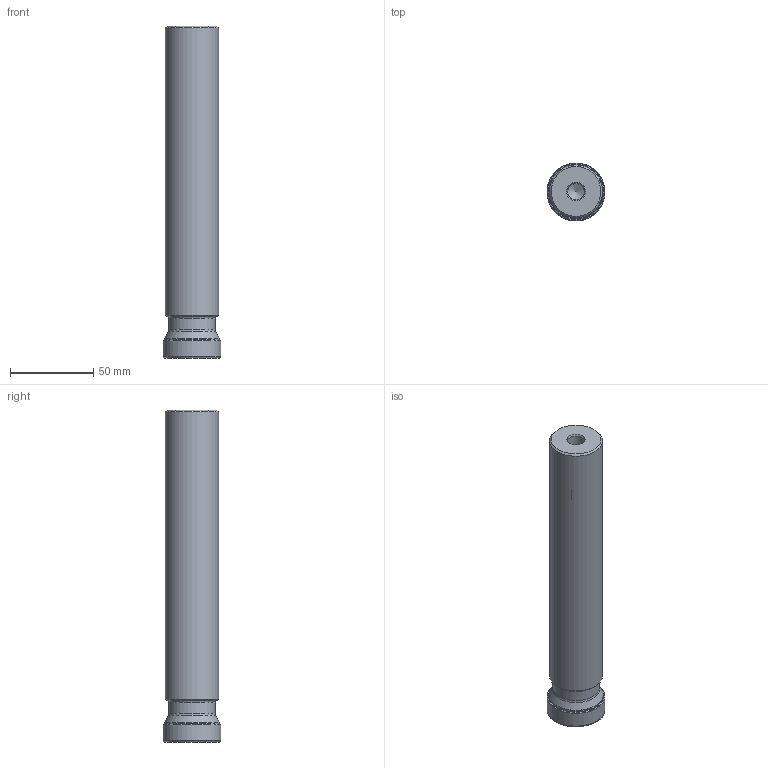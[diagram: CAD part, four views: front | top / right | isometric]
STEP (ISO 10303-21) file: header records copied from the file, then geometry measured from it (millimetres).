
FILE_DESCRIPTION(/* description */ (''),/* implementation_level */ '2;1');
FILE_NAME(/* name */ '202753068ndi000_00.stp',/* time_stamp */ '2019-12-12T10:19:55+01:00',/* author */ (''),/* organization */ (''),/* preprocessor_version */ 'ST-DEVELOPER v16.7',/* originating_system */ 'SIEMENS PLM Software NX 12.0',/* authorisation */ '');
FILE_SCHEMA (('AUTOMOTIVE_DESIGN { 1 0 10303 214 3 1 1 1 }'));
Length unit declared in the file: millimetre
Products named in the file (1): mp5455445DA9e73b
Bounding box: 34.93 x 34.93 x 200 mm (x, y, z)
Volume: 150753.4 mm3; surface area: 30758.7 mm2
Topology: 2 solids, 3 shells, 50 faces, 104 edges, 60 vertices
Faces by surface type: revolution 19, cone 11, plane 10, torus 6, cylinder 4
Full cylindrical faces by diameter (mm): 10 x1, 28.107 x1, 32 x1, 33.107 x1
Entity records: 1268 total; most frequent: CARTESIAN_POINT 363, DIRECTION 177, ORIENTED_EDGE 110, EDGE_LOOP 92, FACE_BOUND 86, AXIS2_PLACEMENT_3D 73, EDGE_CURVE 55, VERTEX_POINT 52
